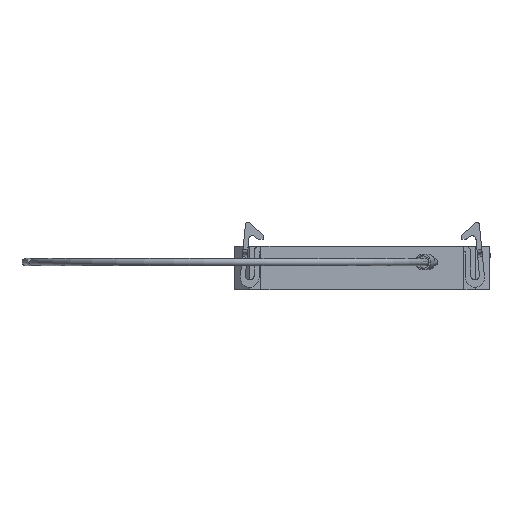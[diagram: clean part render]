
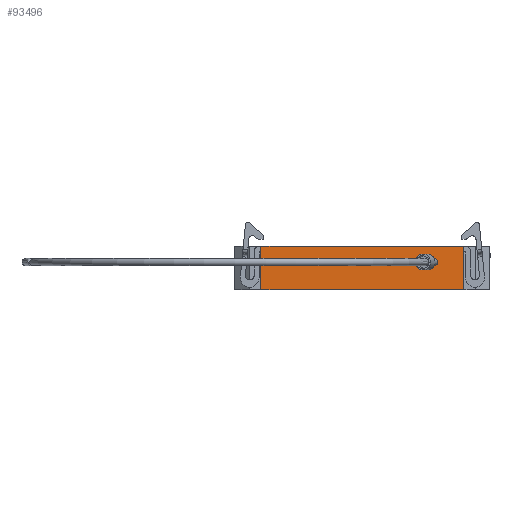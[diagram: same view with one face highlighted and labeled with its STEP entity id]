
A CAD part, front view. The second image highlights one B-rep face of the part: STEP entity #93496.
In plain terms, the highlighted planar face has unit normal (0, -1, 0).
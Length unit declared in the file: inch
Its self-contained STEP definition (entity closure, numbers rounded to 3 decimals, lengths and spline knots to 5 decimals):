
#81281=CARTESIAN_POINT('',(0.83268,-0.90737,-0.17717));
#81282=VERTEX_POINT('',#81281);
#81289=CARTESIAN_POINT('',(-0.83268,-0.90737,-0.17717));
#81290=VERTEX_POINT('',#81289);
#81291=CARTESIAN_POINT('',(-0.83268,-0.90737,-0.17717));
#81292=DIRECTION('',(1.0,0.0,0.0));
#81293=VECTOR('',#81292,1.66535);
#81294=LINE('',#81291,#81293);
#81295=EDGE_CURVE('',#81290,#81282,#81294,.T.);
#92696=CARTESIAN_POINT('',(-0.83268,-0.90737,0.17717));
#92697=VERTEX_POINT('',#92696);
#92704=CARTESIAN_POINT('',(0.83268,-0.90737,0.17717));
#92705=VERTEX_POINT('',#92704);
#92706=CARTESIAN_POINT('',(0.83268,-0.90737,0.17717));
#92707=DIRECTION('',(-1.0,0.0,0.0));
#92708=VECTOR('',#92707,1.66535);
#92709=LINE('',#92706,#92708);
#92710=EDGE_CURVE('',#92705,#92697,#92709,.T.);
#92942=CARTESIAN_POINT('',(-0.83268,-0.90737,-0.17717));
#92943=DIRECTION('',(0.0,0.0,1.0));
#92944=VECTOR('',#92943,0.35433);
#92945=LINE('',#92942,#92944);
#92946=EDGE_CURVE('',#81290,#92697,#92945,.T.);
#93469=CARTESIAN_POINT('',(0.83268,-0.90737,-0.17717));
#93470=DIRECTION('',(0.0,0.0,1.0));
#93471=VECTOR('',#93470,0.35433);
#93472=LINE('',#93469,#93471);
#93473=EDGE_CURVE('',#81282,#92705,#93472,.T.);
#93485=CARTESIAN_POINT('',(0.83268,-0.90737,0.0));
#93486=DIRECTION('',(0.0,-1.0,0.0));
#93487=DIRECTION('',(0.0,0.0,-1.0));
#93488=AXIS2_PLACEMENT_3D('',#93485,#93486,#93487);
#93489=PLANE('',#93488);
#93490=ORIENTED_EDGE('',*,*,#92710,.T.);
#93491=ORIENTED_EDGE('',*,*,#92946,.F.);
#93492=ORIENTED_EDGE('',*,*,#81295,.T.);
#93493=ORIENTED_EDGE('',*,*,#93473,.T.);
#93494=EDGE_LOOP('',(#93490,#93491,#93492,#93493));
#93495=FACE_OUTER_BOUND('',#93494,.T.);
#93496=ADVANCED_FACE('',(#93495),#93489,.T.);
